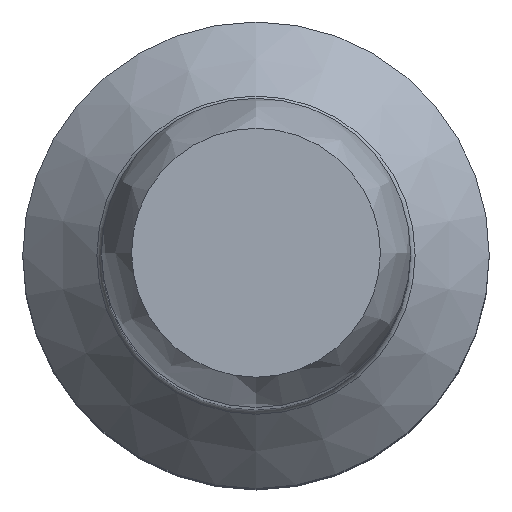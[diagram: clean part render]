
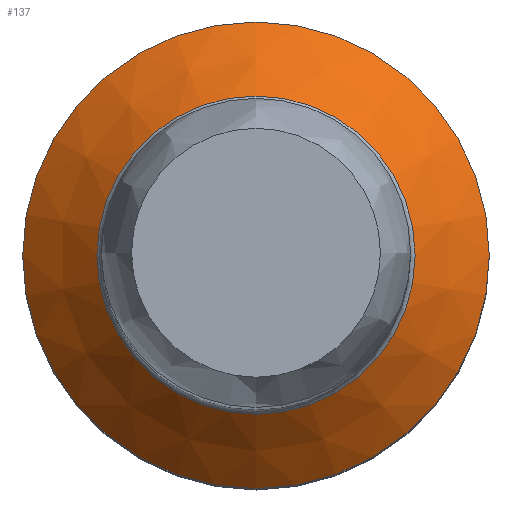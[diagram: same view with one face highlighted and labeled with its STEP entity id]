
A CAD part, top view. The second image highlights one B-rep face of the part: STEP entity #137.
In plain terms, the highlighted conical face has half-angle 45 degrees and reference radius 3 mm.
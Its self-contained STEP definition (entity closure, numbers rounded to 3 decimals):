
#69=CONICAL_SURFACE('',#379,3.,45.);
#82=CIRCLE('',#377,2.046);
#83=CIRCLE('',#378,3.);
#103=FACE_BOUND('',#181,.T.);
#104=FACE_BOUND('',#182,.T.);
#137=ADVANCED_FACE('',(#103,#104),#69,.T.);
#181=EDGE_LOOP('',(#241));
#182=EDGE_LOOP('',(#242));
#241=ORIENTED_EDGE('',*,*,#318,.T.);
#242=ORIENTED_EDGE('',*,*,#319,.F.);
#287=VERTEX_POINT('',#665);
#288=VERTEX_POINT('',#667);
#318=EDGE_CURVE('',#287,#287,#82,.T.);
#319=EDGE_CURVE('',#288,#288,#83,.T.);
#377=AXIS2_PLACEMENT_3D('',#664,#425,#426);
#378=AXIS2_PLACEMENT_3D('',#666,#427,#428);
#379=AXIS2_PLACEMENT_3D('',#668,#429,#430);
#425=DIRECTION('',(0.,0.,-1.));
#426=DIRECTION('',(0.,1.,0.));
#427=DIRECTION('',(0.,0.,-1.));
#428=DIRECTION('',(0.,1.,0.));
#429=DIRECTION('',(0.,0.,-1.));
#430=DIRECTION('',(0.,1.,0.));
#664=CARTESIAN_POINT('',(0.,0.,11.191));
#665=CARTESIAN_POINT('',(0.,2.046,11.191));
#666=CARTESIAN_POINT('',(0.,0.,10.238));
#667=CARTESIAN_POINT('',(0.,3.,10.238));
#668=CARTESIAN_POINT('',(0.,0.,10.238));
